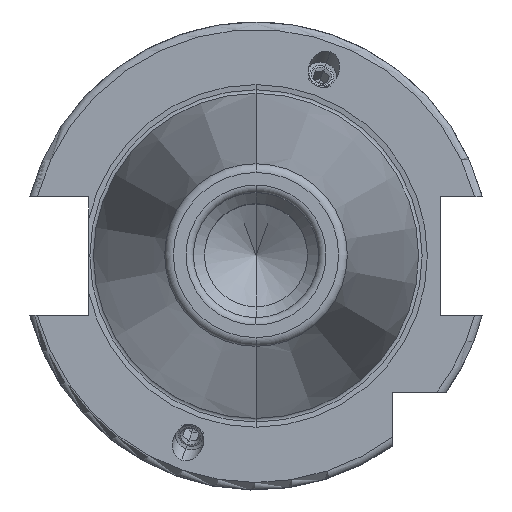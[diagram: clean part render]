
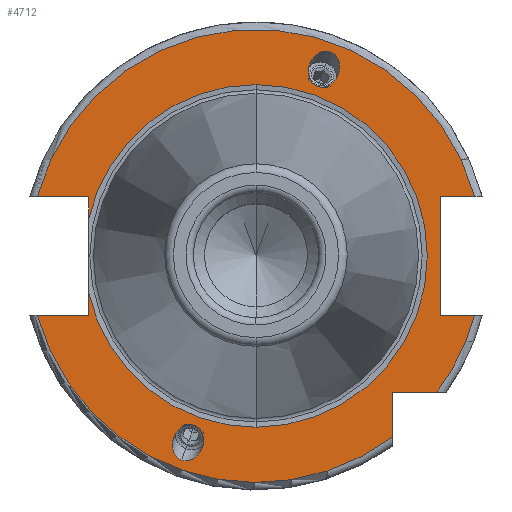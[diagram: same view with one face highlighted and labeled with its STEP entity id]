
A CAD part, top view. The second image highlights one B-rep face of the part: STEP entity #4712.
In plain terms, the highlighted planar face has unit normal (0, 0, 1).
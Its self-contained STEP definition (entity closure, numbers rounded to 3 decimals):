
#301=CARTESIAN_POINT('',(0,0,18.1));
#302=DIRECTION('',(0,0,1));
#303=DIRECTION('',(0,1,0));
#304=AXIS2_PLACEMENT_3D('',#301,#302,#303);
#314=CARTESIAN_POINT('',(0,0,18.1));
#315=DIRECTION('',(0,0,1));
#316=DIRECTION('',(-0.976,-0.22,0));
#317=AXIS2_PLACEMENT_3D('',#314,#315,#316);
#1340=CARTESIAN_POINT('',(0,0,18.1));
#1341=DIRECTION('',(0,0,1));
#1342=DIRECTION('',(0.965,0.262,0));
#1343=AXIS2_PLACEMENT_3D('',#1340,#1341,#1342);
#1391=CARTESIAN_POINT('',(0,0,18.1));
#1392=DIRECTION('',(0,0,1));
#1393=DIRECTION('',(-0.965,-0.262,0));
#1394=AXIS2_PLACEMENT_3D('',#1391,#1392,#1393);
#1407=DIRECTION('',(1,0,0));
#1408=VECTOR('',#1407,7.004);
#1409=CARTESIAN_POINT('',(-29.704,-8.05,18.1));
#1410=LINE('',#1409,#1408);
#1411=DIRECTION('',(0,1,0));
#1412=VECTOR('',#1411,2.939);
#1413=CARTESIAN_POINT('',(-22.7,-8.05,18.1));
#1414=LINE('',#1413,#1412);
#1415=DIRECTION('',(0,1,0));
#1416=VECTOR('',#1415,2.939);
#1417=CARTESIAN_POINT('',(-22.7,5.111,18.1));
#1418=LINE('',#1417,#1416);
#1419=DIRECTION('',(1,0,0));
#1420=VECTOR('',#1419,7.004);
#1421=CARTESIAN_POINT('',(-29.704,8.05,18.1));
#1422=LINE('',#1421,#1420);
#1423=DIRECTION('',(-1,0,0));
#1424=VECTOR('',#1423,4.704);
#1425=CARTESIAN_POINT('',(29.704,8.05,18.1));
#1426=LINE('',#1425,#1424);
#1427=DIRECTION('',(0,-1,0));
#1428=VECTOR('',#1427,16.1);
#1429=CARTESIAN_POINT('',(25,8.05,18.1));
#1430=LINE('',#1429,#1428);
#1431=DIRECTION('',(-1,0,0));
#1432=VECTOR('',#1431,4.704);
#1433=CARTESIAN_POINT('',(29.704,-8.05,18.1));
#1434=LINE('',#1433,#1432);
#1435=CARTESIAN_POINT('',(0,0,18.1));
#1436=DIRECTION('',(0,0,1));
#1437=DIRECTION('',(0.799,-0.601,0));
#1438=AXIS2_PLACEMENT_3D('',#1435,#1436,#1437);
#1440=DIRECTION('',(-1,0,0));
#1441=VECTOR('',#1440,6.094);
#1442=CARTESIAN_POINT('',(24.594,-18.5,18.1));
#1443=LINE('',#1442,#1441);
#1444=DIRECTION('',(0,1,0));
#1445=VECTOR('',#1444,6.094);
#1446=CARTESIAN_POINT('',(18.5,-24.594,18.1));
#1447=LINE('',#1446,#1445);
#1448=CARTESIAN_POINT('',(8.379,23.02,18.1));
#1449=CARTESIAN_POINT('',(8.152,23.103,18.1));
#1450=CARTESIAN_POINT('',(7.698,23.381,18.1));
#1451=CARTESIAN_POINT('',(7.208,24.17,18.1));
#1452=CARTESIAN_POINT('',(7.094,25.,18.1));
#1453=CARTESIAN_POINT('',(7.174,25.641,18.1));
#1454=CARTESIAN_POINT('',(7.298,26.077,18.1));
#1455=CARTESIAN_POINT('',(7.483,26.49,18.1));
#1456=CARTESIAN_POINT('',(7.834,27.033,18.1));
#1457=CARTESIAN_POINT('',(8.455,27.594,18.1));
#1458=CARTESIAN_POINT('',(9.337,27.884,18.1));
#1459=CARTESIAN_POINT('',(9.863,27.806,18.1));
#1460=CARTESIAN_POINT('',(10.09,27.723,18.1));
#1462=CARTESIAN_POINT('',(10.09,27.723,18.1));
#1463=CARTESIAN_POINT('',(10.318,27.641,18.1));
#1464=CARTESIAN_POINT('',(10.771,27.362,18.1));
#1465=CARTESIAN_POINT('',(11.261,26.573,18.1));
#1466=CARTESIAN_POINT('',(11.375,25.744,18.1));
#1467=CARTESIAN_POINT('',(11.295,25.103,18.1));
#1468=CARTESIAN_POINT('',(11.171,24.667,18.1));
#1469=CARTESIAN_POINT('',(10.986,24.253,18.1));
#1470=CARTESIAN_POINT('',(10.635,23.711,18.1));
#1471=CARTESIAN_POINT('',(10.014,23.149,18.1));
#1472=CARTESIAN_POINT('',(9.133,22.859,18.1));
#1473=CARTESIAN_POINT('',(8.606,22.937,18.1));
#1474=CARTESIAN_POINT('',(8.379,23.02,18.1));
#1476=CARTESIAN_POINT('',(-8.379,-23.02,18.1));
#1477=CARTESIAN_POINT('',(-8.606,-22.937,18.1));
#1478=CARTESIAN_POINT('',(-9.133,-22.859,18.1));
#1479=CARTESIAN_POINT('',(-10.014,-23.149,18.1));
#1480=CARTESIAN_POINT('',(-10.635,-23.711,18.1));
#1481=CARTESIAN_POINT('',(-10.986,-24.253,18.1));
#1482=CARTESIAN_POINT('',(-11.171,-24.667,18.1));
#1483=CARTESIAN_POINT('',(-11.295,-25.103,18.1));
#1484=CARTESIAN_POINT('',(-11.375,-25.744,18.1));
#1485=CARTESIAN_POINT('',(-11.261,-26.573,18.1));
#1486=CARTESIAN_POINT('',(-10.771,-27.362,18.1));
#1487=CARTESIAN_POINT('',(-10.318,-27.641,18.1));
#1488=CARTESIAN_POINT('',(-10.09,-27.723,18.1));
#1490=CARTESIAN_POINT('',(-10.09,-27.723,18.1));
#1491=CARTESIAN_POINT('',(-9.863,-27.806,18.1));
#1492=CARTESIAN_POINT('',(-9.337,-27.884,18.1));
#1493=CARTESIAN_POINT('',(-8.455,-27.594,18.1));
#1494=CARTESIAN_POINT('',(-7.834,-27.033,18.1));
#1495=CARTESIAN_POINT('',(-7.483,-26.49,18.1));
#1496=CARTESIAN_POINT('',(-7.298,-26.077,18.1));
#1497=CARTESIAN_POINT('',(-7.174,-25.641,18.1));
#1498=CARTESIAN_POINT('',(-7.094,-25.,18.1));
#1499=CARTESIAN_POINT('',(-7.208,-24.17,18.1));
#1500=CARTESIAN_POINT('',(-7.698,-23.381,18.1));
#1501=CARTESIAN_POINT('',(-8.152,-23.103,18.1));
#1502=CARTESIAN_POINT('',(-8.379,-23.02,18.1));
#1504=CARTESIAN_POINT('',(0,0,18.1));
#1505=DIRECTION('',(0,0,-1));
#1506=DIRECTION('',(0,1,0));
#1507=AXIS2_PLACEMENT_3D('',#1504,#1505,#1506);
#2770=CARTESIAN_POINT('',(-29.704,-8.05,18.1));
#2771=CARTESIAN_POINT('',(-22.7,-8.05,18.1));
#2772=VERTEX_POINT('',#2770);
#2773=VERTEX_POINT('',#2771);
#2774=CARTESIAN_POINT('',(-22.7,-5.111,18.1));
#2775=VERTEX_POINT('',#2774);
#2776=CARTESIAN_POINT('',(-22.7,5.111,18.1));
#2777=CARTESIAN_POINT('',(-22.7,8.05,18.1));
#2778=VERTEX_POINT('',#2776);
#2779=VERTEX_POINT('',#2777);
#2780=CARTESIAN_POINT('',(-29.704,8.05,18.1));
#2781=VERTEX_POINT('',#2780);
#2782=CARTESIAN_POINT('',(25,8.05,18.1));
#2783=CARTESIAN_POINT('',(25,-8.05,18.1));
#2784=VERTEX_POINT('',#2782);
#2785=VERTEX_POINT('',#2783);
#2786=CARTESIAN_POINT('',(29.704,-8.05,18.1));
#2787=VERTEX_POINT('',#2786);
#2788=CARTESIAN_POINT('',(29.704,8.05,18.1));
#2789=VERTEX_POINT('',#2788);
#2790=CARTESIAN_POINT('',(18.5,-24.594,18.1));
#2791=CARTESIAN_POINT('',(18.5,-18.5,18.1));
#2792=VERTEX_POINT('',#2790);
#2793=VERTEX_POINT('',#2791);
#2794=CARTESIAN_POINT('',(24.594,-18.5,18.1));
#2795=VERTEX_POINT('',#2794);
#2842=CARTESIAN_POINT('',(0,23.268,18.1));
#2843=VERTEX_POINT('',#2842);
#2844=CARTESIAN_POINT('',(0,-23.268,18.1));
#2845=VERTEX_POINT('',#2844);
#2886=CARTESIAN_POINT('',(8.379,23.02,18.1));
#2888=VERTEX_POINT('',#2886);
#2894=VERTEX_POINT('',#1460);
#2915=CARTESIAN_POINT('',(-8.379,-23.02,18.1));
#2917=VERTEX_POINT('',#2915);
#2923=CARTESIAN_POINT('',(-10.09,-27.723,18.1));
#2924=VERTEX_POINT('',#2923);
#4674=CARTESIAN_POINT('',(0,0,18.1));
#4675=DIRECTION('',(0,0,-1));
#4676=DIRECTION('',(0,-1,0));
#4677=AXIS2_PLACEMENT_3D('',#4674,#4675,#4676);
#4678=PLANE('',#4677);
#4679=ORIENTED_EDGE('',*,*,#4192,.T.);
#4680=ORIENTED_EDGE('',*,*,#3514,.T.);
#4681=ORIENTED_EDGE('',*,*,#3491,.T.);
#4683=ORIENTED_EDGE('',*,*,#4682,.F.);
#4684=ORIENTED_EDGE('',*,*,#3484,.T.);
#4685=ORIENTED_EDGE('',*,*,#3511,.T.);
#4686=ORIENTED_EDGE('',*,*,#4604,.F.);
#4687=ORIENTED_EDGE('',*,*,#4651,.F.);
#4689=ORIENTED_EDGE('',*,*,#4688,.T.);
#4691=ORIENTED_EDGE('',*,*,#4690,.T.);
#4692=ORIENTED_EDGE('',*,*,#4262,.F.);
#4693=ORIENTED_EDGE('',*,*,#4641,.F.);
#4694=ORIENTED_EDGE('',*,*,#4546,.T.);
#4696=ORIENTED_EDGE('',*,*,#4695,.F.);
#4697=ORIENTED_EDGE('',*,*,#4667,.F.);
#4698=EDGE_LOOP('',(#4679,#4680,#4681,#4683,#4684,#4685,#4686,#4687,#4689,#4691,
#4692,#4693,#4694,#4696,#4697));
#4699=FACE_OUTER_BOUND('',#4698,.F.);
#4701=ORIENTED_EDGE('',*,*,#4700,.F.);
#4703=ORIENTED_EDGE('',*,*,#4702,.F.);
#4704=EDGE_LOOP('',(#4701,#4703));
#4705=FACE_BOUND('',#4704,.F.);
#4707=ORIENTED_EDGE('',*,*,#4706,.T.);
#4709=ORIENTED_EDGE('',*,*,#4708,.T.);
#4710=EDGE_LOOP('',(#4707,#4709));
#4711=FACE_BOUND('',#4710,.F.);
#4712=ADVANCED_FACE('',(#4699,#4705,#4711),#4678,.F.);
#305=CIRCLE('',#304,23.268);
#318=CIRCLE('',#317,23.268);
#1344=CIRCLE('',#1343,30.775);
#1395=CIRCLE('',#1394,30.775);
#1439=CIRCLE('',#1438,30.775);
#1461=B_SPLINE_CURVE_WITH_KNOTS('',3,(#1448,#1449,#1450,#1451,#1452,#1453,#1454,
#1455,#1456,#1457,#1458,#1459,#1460),.UNSPECIFIED.,.F.,.F.,(4,1,1,1,1,1,1,1,1,1,
4),(0,0.125,0.25,0.375,0.438,0.5,0.563,0.625,0.75,0.875,
1.0),.UNSPECIFIED.);
#1475=B_SPLINE_CURVE_WITH_KNOTS('',3,(#1462,#1463,#1464,#1465,#1466,#1467,#1468,
#1469,#1470,#1471,#1472,#1473,#1474),.UNSPECIFIED.,.F.,.F.,(4,1,1,1,1,1,1,1,1,1,
4),(0,0.125,0.25,0.375,0.438,0.5,0.563,0.625,0.75,0.875,
1.0),.UNSPECIFIED.);
#1489=B_SPLINE_CURVE_WITH_KNOTS('',3,(#1476,#1477,#1478,#1479,#1480,#1481,#1482,
#1483,#1484,#1485,#1486,#1487,#1488),.UNSPECIFIED.,.F.,.F.,(4,1,1,1,1,1,1,1,1,1,
4),(0,0.125,0.25,0.375,0.438,0.5,0.563,0.625,0.75,0.875,
1.0),.UNSPECIFIED.);
#1503=B_SPLINE_CURVE_WITH_KNOTS('',3,(#1490,#1491,#1492,#1493,#1494,#1495,#1496,
#1497,#1498,#1499,#1500,#1501,#1502),.UNSPECIFIED.,.F.,.F.,(4,1,1,1,1,1,1,1,1,1,
4),(0,0.125,0.25,0.375,0.438,0.5,0.563,0.625,0.75,0.875,
1.0),.UNSPECIFIED.);
#1508=CIRCLE('',#1507,23.268);
#3484=EDGE_CURVE('',#2843,#2778,#305,.T.);
#3491=EDGE_CURVE('',#2775,#2845,#318,.T.);
#3511=EDGE_CURVE('',#2778,#2779,#1418,.T.);
#3514=EDGE_CURVE('',#2773,#2775,#1414,.T.);
#4192=EDGE_CURVE('',#2772,#2773,#1410,.T.);
#4262=EDGE_CURVE('',#2787,#2785,#1434,.T.);
#4546=EDGE_CURVE('',#2795,#2793,#1443,.T.);
#4604=EDGE_CURVE('',#2781,#2779,#1422,.T.);
#4641=EDGE_CURVE('',#2795,#2787,#1439,.T.);
#4651=EDGE_CURVE('',#2789,#2781,#1344,.T.);
#4667=EDGE_CURVE('',#2772,#2792,#1395,.T.);
#4682=EDGE_CURVE('',#2843,#2845,#1508,.T.);
#4688=EDGE_CURVE('',#2789,#2784,#1426,.T.);
#4690=EDGE_CURVE('',#2784,#2785,#1430,.T.);
#4695=EDGE_CURVE('',#2792,#2793,#1447,.T.);
#4700=EDGE_CURVE('',#2888,#2894,#1461,.T.);
#4702=EDGE_CURVE('',#2894,#2888,#1475,.T.);
#4706=EDGE_CURVE('',#2917,#2924,#1489,.T.);
#4708=EDGE_CURVE('',#2924,#2917,#1503,.T.);
